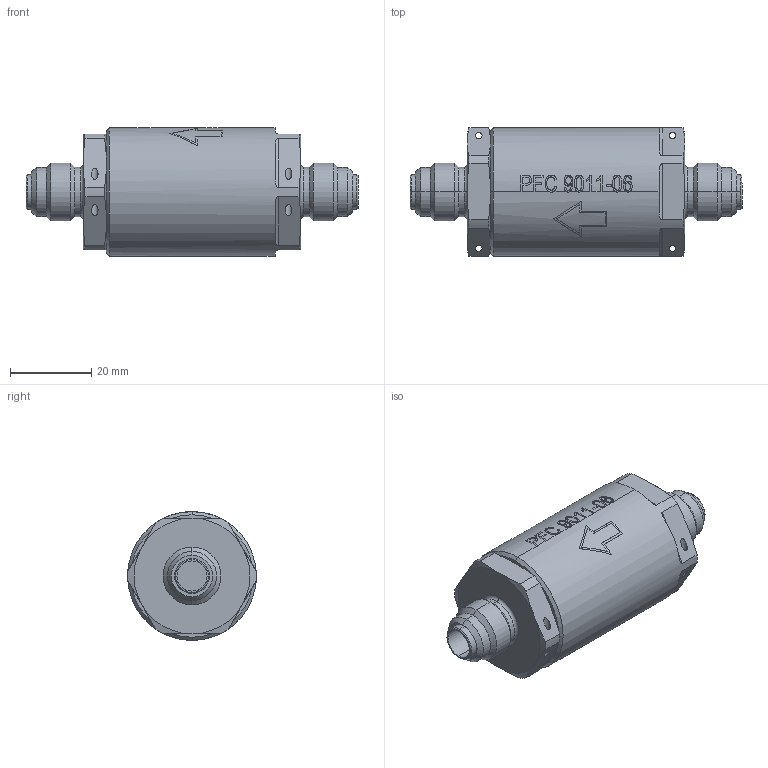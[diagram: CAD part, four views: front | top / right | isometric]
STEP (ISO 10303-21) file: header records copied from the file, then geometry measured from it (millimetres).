
FILE_DESCRIPTION (( 'STEP AP214' ), '1' );
FILE_NAME ('09011006_AS1098(KK).STEP', '2015-06-30T20:17:20', ( '' ), ( '' ), 'SwSTEP 2.0', 'SolidWorks 2015', '' );
FILE_SCHEMA (( 'AUTOMOTIVE_DESIGN' ));
Length unit declared in the file: millimetre
Products named in the file (3): 090110613_AS1098(ADAPTER); 09011006_AS1098(KK); 090110611_AS1098(BODY)
Assembly tree (2 placements, depth 2):
  09011006_AS1098(KK)
    090110613_AS1098(ADAPTER)
    090110611_AS1098(BODY)
Bounding box: 81.92 x 31.75 x 31.75 mm (x, y, z)
Volume: 44066.9 mm3; surface area: 12472.6 mm2
Topology: 2 solids, 2 shells, 265 faces, 659 edges, 414 vertices
Faces by surface type: plane 81, cylinder 71, bspline 61, cone 42, torus 10
Entity records: 11307 total; most frequent: CARTESIAN_POINT 5374, ORIENTED_EDGE 1318, DIRECTION 1049, EDGE_CURVE 659, VERTEX_POINT 414, AXIS2_PLACEMENT_3D 393, EDGE_LOOP 289, FACE_OUTER_BOUND 265
